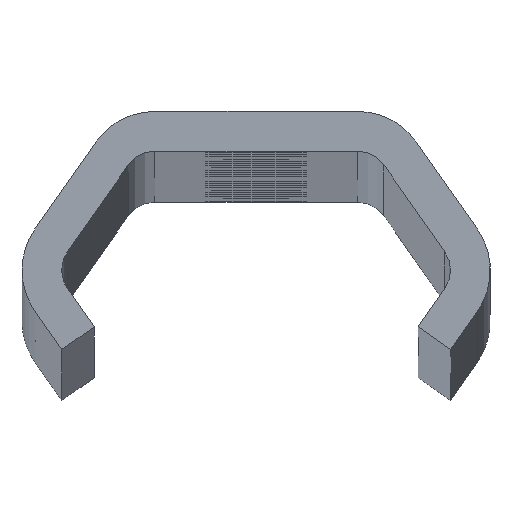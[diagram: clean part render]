
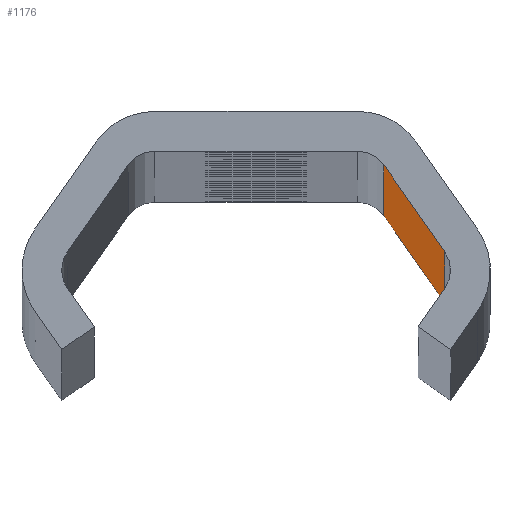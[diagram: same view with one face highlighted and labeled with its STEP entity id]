
A CAD part, top view. The second image highlights one B-rep face of the part: STEP entity #1176.
In plain terms, the highlighted planar face has unit normal (-0.819, -0.574, 0).
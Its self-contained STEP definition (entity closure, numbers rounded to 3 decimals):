
#205 = CARTESIAN_POINT ( 'NONE',  ( 11.883, 1.163, 920. ) ) ;
#277 = CARTESIAN_POINT ( 'NONE',  ( 8.052, 6.635, -920. ) ) ;
#301 = ORIENTED_EDGE ( 'NONE', *, *, #3412, .T. ) ;
#393 = DIRECTION ( 'NONE',  ( 0.819, 0.574, 0. ) ) ;
#463 = LINE ( 'NONE', #2645, #2396 ) ;
#546 = EDGE_LOOP ( 'NONE', ( #2955, #1792, #1499, #301 ) ) ;
#775 = VECTOR ( 'NONE', #1925, 1000. ) ;
#796 = VERTEX_POINT ( 'NONE', #2674 ) ;
#1176 = ADVANCED_FACE ( 'NONE', ( #1845 ), #4159, .F. ) ;
#1405 = CARTESIAN_POINT ( 'NONE',  ( 8.052, 6.635, -920. ) ) ;
#1411 = CARTESIAN_POINT ( 'NONE',  ( 11.883, 1.163, -920. ) ) ;
#1469 = EDGE_CURVE ( 'NONE', #3962, #1877, #1904, .T. ) ;
#1499 = ORIENTED_EDGE ( 'NONE', *, *, #3346, .F. ) ;
#1530 = DIRECTION ( 'NONE',  ( -0.574, 0.819, 0. ) ) ;
#1552 = CARTESIAN_POINT ( 'NONE',  ( 8.052, 6.635, 920. ) ) ;
#1792 = ORIENTED_EDGE ( 'NONE', *, *, #1469, .F. ) ;
#1845 = FACE_OUTER_BOUND ( 'NONE', #546, .T. ) ;
#1877 = VERTEX_POINT ( 'NONE', #1411 ) ;
#1904 = LINE ( 'NONE', #4457, #775 ) ;
#1925 = DIRECTION ( 'NONE',  ( 0., 0., -1. ) ) ;
#2349 = DIRECTION ( 'NONE',  ( 0.574, -0.819, 0. ) ) ;
#2396 = VECTOR ( 'NONE', #3446, 1000. ) ;
#2645 = CARTESIAN_POINT ( 'NONE',  ( 8.052, 6.635, 920. ) ) ;
#2674 = CARTESIAN_POINT ( 'NONE',  ( 8.052, 6.635, 920. ) ) ;
#2713 = VERTEX_POINT ( 'NONE', #1405 ) ;
#2955 = ORIENTED_EDGE ( 'NONE', *, *, #3593, .T. ) ;
#3093 = LINE ( 'NONE', #1552, #4727 ) ;
#3147 = AXIS2_PLACEMENT_3D ( 'NONE', #4082, #393, #1530 ) ;
#3346 = EDGE_CURVE ( 'NONE', #796, #3962, #3093, .T. ) ;
#3412 = EDGE_CURVE ( 'NONE', #796, #2713, #463, .T. ) ;
#3446 = DIRECTION ( 'NONE',  ( 0., 0., -1. ) ) ;
#3593 = EDGE_CURVE ( 'NONE', #2713, #1877, #3628, .T. ) ;
#3628 = LINE ( 'NONE', #277, #3860 ) ;
#3860 = VECTOR ( 'NONE', #4048, 1000. ) ;
#3962 = VERTEX_POINT ( 'NONE', #205 ) ;
#4048 = DIRECTION ( 'NONE',  ( 0.574, -0.819, 0. ) ) ;
#4082 = CARTESIAN_POINT ( 'NONE',  ( 8.052, 6.635, 920. ) ) ;
#4159 = PLANE ( 'NONE',  #3147 ) ;
#4457 = CARTESIAN_POINT ( 'NONE',  ( 11.883, 1.163, 920. ) ) ;
#4727 = VECTOR ( 'NONE', #2349, 1000. ) ;
